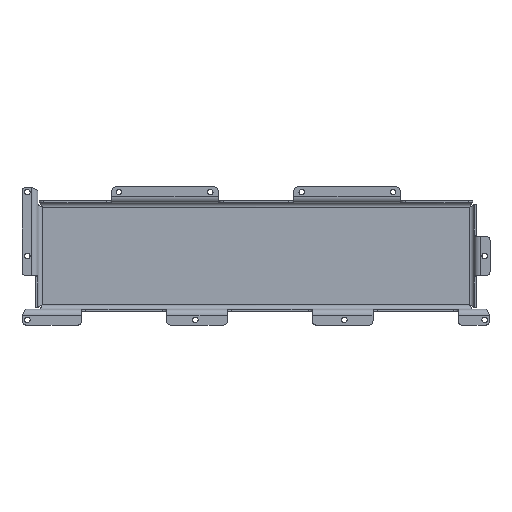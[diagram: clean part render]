
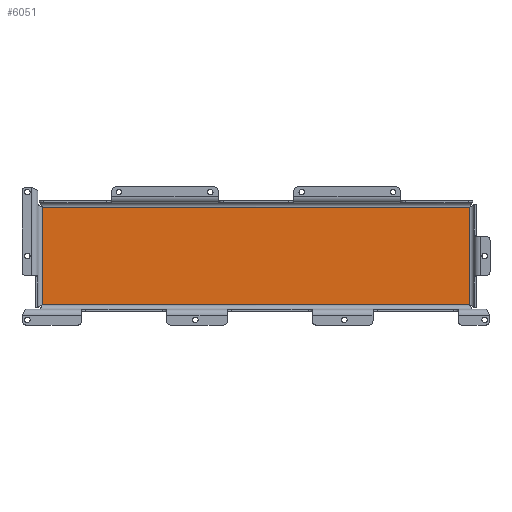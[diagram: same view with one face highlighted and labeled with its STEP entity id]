
A CAD part, front view. The second image highlights one B-rep face of the part: STEP entity #6051.
In plain terms, the highlighted planar face has unit normal (0, -1, 0).
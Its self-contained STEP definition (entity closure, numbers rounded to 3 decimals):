
#16 = EDGE_LOOP ( 'NONE', ( #911, #4950, #3812, #2816 ) ) ;
#125 = EDGE_CURVE ( 'NONE', #2581, #5330, #4647, .T. ) ;
#425 = PLANE ( 'NONE',  #1966 ) ;
#620 = CARTESIAN_POINT ( 'NONE',  ( 0.707, -1., -2. ) ) ;
#911 = ORIENTED_EDGE ( 'NONE', *, *, #2732, .F. ) ;
#1040 = FACE_OUTER_BOUND ( 'NONE', #16, .T. ) ;
#1189 = DIRECTION ( 'NONE',  ( -1., 0., 0. ) ) ;
#1225 = VERTEX_POINT ( 'NONE', #4460 ) ;
#1410 = DIRECTION ( 'NONE',  ( 0., -1., 0. ) ) ;
#1684 = CARTESIAN_POINT ( 'NONE',  ( 2., -1., -48. ) ) ;
#1966 = AXIS2_PLACEMENT_3D ( 'NONE', #5250, #1410, #4805 ) ;
#2022 = VERTEX_POINT ( 'NONE', #1684 ) ;
#2116 = EDGE_CURVE ( 'NONE', #1225, #2581, #3012, .T. ) ;
#2581 = VERTEX_POINT ( 'NONE', #2887 ) ;
#2732 = EDGE_CURVE ( 'NONE', #2022, #1225, #4823, .T. ) ;
#2816 = ORIENTED_EDGE ( 'NONE', *, *, #2116, .F. ) ;
#2887 = CARTESIAN_POINT ( 'NONE',  ( 203., -1., -2. ) ) ;
#3012 = LINE ( 'NONE', #620, #5421 ) ;
#3079 = DIRECTION ( 'NONE',  ( 0., 0., 1. ) ) ;
#3459 = EDGE_CURVE ( 'NONE', #5330, #2022, #3734, .T. ) ;
#3669 = VECTOR ( 'NONE', #3079, 1000. ) ;
#3734 = LINE ( 'NONE', #5147, #4883 ) ;
#3812 = ORIENTED_EDGE ( 'NONE', *, *, #125, .F. ) ;
#4460 = CARTESIAN_POINT ( 'NONE',  ( 2., -1., -2. ) ) ;
#4647 = LINE ( 'NONE', #5394, #6063 ) ;
#4750 = CARTESIAN_POINT ( 'NONE',  ( 203., -1., -48. ) ) ;
#4805 = DIRECTION ( 'NONE',  ( 0., 0., -1. ) ) ;
#4823 = LINE ( 'NONE', #5015, #3669 ) ;
#4883 = VECTOR ( 'NONE', #1189, 1000. ) ;
#4950 = ORIENTED_EDGE ( 'NONE', *, *, #3459, .F. ) ;
#5015 = CARTESIAN_POINT ( 'NONE',  ( 2., -1., -49.293 ) ) ;
#5098 = DIRECTION ( 'NONE',  ( 1., 0., 0. ) ) ;
#5147 = CARTESIAN_POINT ( 'NONE',  ( 204.293, -1., -48. ) ) ;
#5164 = DIRECTION ( 'NONE',  ( 0., 0., -1. ) ) ;
#5250 = CARTESIAN_POINT ( 'NONE',  ( 0., -1., 0. ) ) ;
#5330 = VERTEX_POINT ( 'NONE', #4750 ) ;
#5394 = CARTESIAN_POINT ( 'NONE',  ( 203., -1., -0.707 ) ) ;
#5421 = VECTOR ( 'NONE', #5098, 1000. ) ;
#6051 = ADVANCED_FACE ( 'NONE', ( #1040 ), #425, .T. ) ;
#6063 = VECTOR ( 'NONE', #5164, 1000. ) ;
